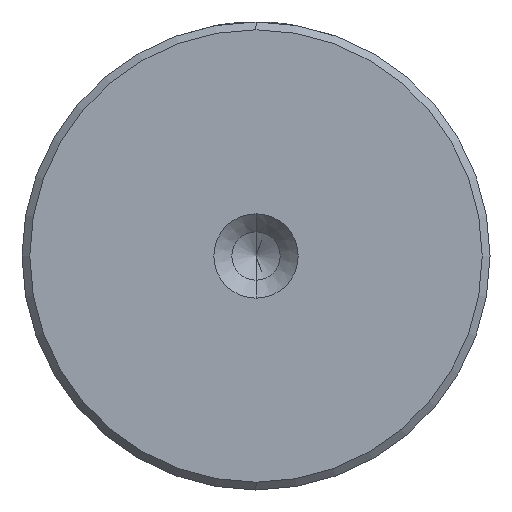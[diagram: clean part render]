
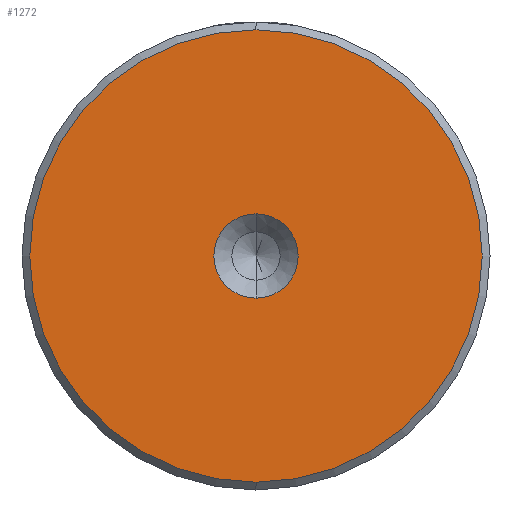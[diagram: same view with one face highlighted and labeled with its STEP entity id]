
A CAD part, left-side view. The second image highlights one B-rep face of the part: STEP entity #1272.
In plain terms, the highlighted planar face has unit normal (-1, 0, 0).
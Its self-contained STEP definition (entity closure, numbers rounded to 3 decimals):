
#64 = EDGE_CURVE ( 'NONE', #386, #2168, #1209, .T. ) ;
#71 = VERTEX_POINT ( 'NONE', #1229 ) ;
#81 = DIRECTION ( 'NONE',  ( 0., 0., 1. ) ) ;
#182 = CIRCLE ( 'NONE', #1494, 14.5 ) ;
#278 = DIRECTION ( 'NONE',  ( -1., 0., 0. ) ) ;
#281 = DIRECTION ( 'NONE',  ( 0., 0., 1. ) ) ;
#290 = DIRECTION ( 'NONE',  ( -1., 0., 0. ) ) ;
#296 = CARTESIAN_POINT ( 'NONE',  ( 0., 0., 0. ) ) ;
#305 = CARTESIAN_POINT ( 'NONE',  ( 0., 0., 0. ) ) ;
#386 = VERTEX_POINT ( 'NONE', #2005 ) ;
#471 = CARTESIAN_POINT ( 'NONE',  ( 0., 0., 0. ) ) ;
#478 = CARTESIAN_POINT ( 'NONE',  ( 0., 0., 2.7 ) ) ;
#493 = DIRECTION ( 'NONE',  ( 0., 0., 1. ) ) ;
#513 = CARTESIAN_POINT ( 'NONE',  ( 0., 0., 14.5 ) ) ;
#564 = AXIS2_PLACEMENT_3D ( 'NONE', #471, #278, #81 ) ;
#581 = ORIENTED_EDGE ( 'NONE', *, *, #64, .T. ) ;
#672 = DIRECTION ( 'NONE',  ( 0., 0., 1. ) ) ;
#679 = FACE_OUTER_BOUND ( 'NONE', #1223, .T. ) ;
#773 = DIRECTION ( 'NONE',  ( -1., 0., 0. ) ) ;
#776 = ORIENTED_EDGE ( 'NONE', *, *, #1262, .T. ) ;
#813 = EDGE_CURVE ( 'NONE', #1710, #71, #1849, .T. ) ;
#841 = CARTESIAN_POINT ( 'NONE',  ( 0., 0., 0. ) ) ;
#1104 = AXIS2_PLACEMENT_3D ( 'NONE', #1804, #773, #1977 ) ;
#1168 = CIRCLE ( 'NONE', #1104, 2.7 ) ;
#1198 = FACE_BOUND ( 'NONE', #2009, .T. ) ;
#1209 = CIRCLE ( 'NONE', #1486, 14.5 ) ;
#1223 = EDGE_LOOP ( 'NONE', ( #581, #776 ) ) ;
#1229 = CARTESIAN_POINT ( 'NONE',  ( 0., 0., -2.7 ) ) ;
#1232 = ORIENTED_EDGE ( 'NONE', *, *, #813, .F. ) ;
#1262 = EDGE_CURVE ( 'NONE', #2168, #386, #182, .T. ) ;
#1272 = ADVANCED_FACE ( 'NONE', ( #679, #1198 ), #2213, .T. ) ;
#1486 = AXIS2_PLACEMENT_3D ( 'NONE', #296, #290, #281 ) ;
#1494 = AXIS2_PLACEMENT_3D ( 'NONE', #305, #1531, #493 ) ;
#1525 = EDGE_CURVE ( 'NONE', #71, #1710, #1168, .T. ) ;
#1531 = DIRECTION ( 'NONE',  ( -1., 0., 0. ) ) ;
#1696 = DIRECTION ( 'NONE',  ( -1., 0., 0. ) ) ;
#1710 = VERTEX_POINT ( 'NONE', #478 ) ;
#1804 = CARTESIAN_POINT ( 'NONE',  ( 0., 0., 0. ) ) ;
#1841 = AXIS2_PLACEMENT_3D ( 'NONE', #841, #1696, #672 ) ;
#1849 = CIRCLE ( 'NONE', #564, 2.7 ) ;
#1928 = ORIENTED_EDGE ( 'NONE', *, *, #1525, .F. ) ;
#1977 = DIRECTION ( 'NONE',  ( 0., 0., 1. ) ) ;
#2005 = CARTESIAN_POINT ( 'NONE',  ( 0., 0., -14.5 ) ) ;
#2009 = EDGE_LOOP ( 'NONE', ( #1232, #1928 ) ) ;
#2168 = VERTEX_POINT ( 'NONE', #513 ) ;
#2213 = PLANE ( 'NONE',  #1841 ) ;
